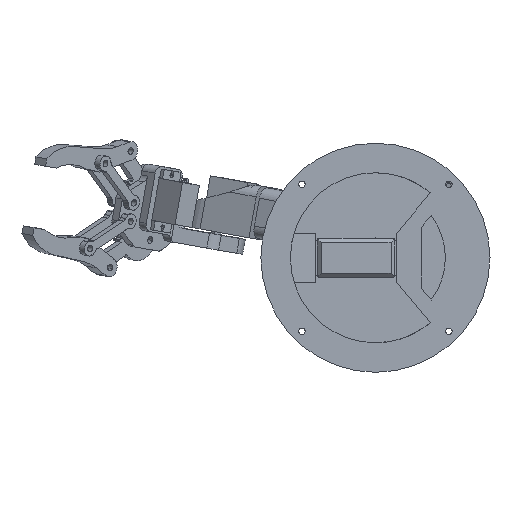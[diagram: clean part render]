
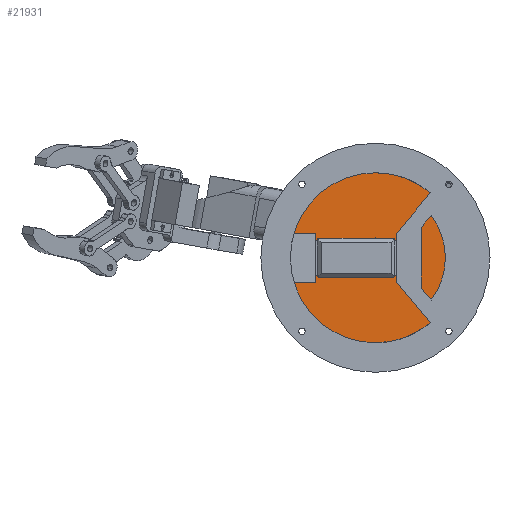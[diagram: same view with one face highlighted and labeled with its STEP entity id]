
A CAD part, front view. The second image highlights one B-rep face of the part: STEP entity #21931.
In plain terms, the highlighted planar face has unit normal (0, -1, 0).
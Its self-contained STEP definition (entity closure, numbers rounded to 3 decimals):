
#177 = AXIS2_PLACEMENT_3D ( 'NONE', #12681, #19339, #23754 ) ;
#1338 = ORIENTED_EDGE ( 'NONE', *, *, #15751, .F. ) ;
#1399 = VERTEX_POINT ( 'NONE', #15505 ) ;
#2137 = CARTESIAN_POINT ( 'NONE',  ( 0., 0., 7.25 ) ) ;
#2558 = DIRECTION ( 'NONE',  ( 0., 0., -1. ) ) ;
#2984 = FACE_BOUND ( 'NONE', #18429, .T. ) ;
#3050 = EDGE_CURVE ( 'NONE', #24798, #21022, #20425, .T. ) ;
#3769 = CARTESIAN_POINT ( 'NONE',  ( 0., 0., -7.25 ) ) ;
#5104 = FACE_OUTER_BOUND ( 'NONE', #7985, .T. ) ;
#5171 = EDGE_CURVE ( 'NONE', #21022, #24798, #15758, .T. ) ;
#5238 = ORIENTED_EDGE ( 'NONE', *, *, #7194, .F. ) ;
#5346 = AXIS2_PLACEMENT_3D ( 'NONE', #3769, #16669, #14266 ) ;
#6064 = ORIENTED_EDGE ( 'NONE', *, *, #22180, .F. ) ;
#6252 = DIRECTION ( 'NONE',  ( 0., 0., 1. ) ) ;
#6854 = DIRECTION ( 'NONE',  ( 0., -1., 0. ) ) ;
#6943 = DIRECTION ( 'NONE',  ( 0., -1., 0. ) ) ;
#7194 = EDGE_CURVE ( 'NONE', #8801, #12185, #8058, .T. ) ;
#7514 = FACE_BOUND ( 'NONE', #17493, .T. ) ;
#7648 = DIRECTION ( 'NONE',  ( 1., 0., 0. ) ) ;
#7981 = CARTESIAN_POINT ( 'NONE',  ( 0., 0., -3.75 ) ) ;
#7985 = EDGE_LOOP ( 'NONE', ( #1338, #25099 ) ) ;
#8058 = CIRCLE ( 'NONE', #16221, 3.75 ) ;
#8427 = CARTESIAN_POINT ( 'NONE',  ( 0., 0., 48.5 ) ) ;
#8516 = DIRECTION ( 'NONE',  ( 0., -1., 0. ) ) ;
#8657 = DIRECTION ( 'NONE',  ( 0., 0., -1. ) ) ;
#8801 = VERTEX_POINT ( 'NONE', #7981 ) ;
#8897 = AXIS2_PLACEMENT_3D ( 'NONE', #2137, #6943, #2558 ) ;
#10322 = CARTESIAN_POINT ( 'NONE',  ( 0., 0., 7.25 ) ) ;
#11207 = CARTESIAN_POINT ( 'NONE',  ( 0., 0., -7.25 ) ) ;
#12185 = VERTEX_POINT ( 'NONE', #14396 ) ;
#12188 = DIRECTION ( 'NONE',  ( 0., 1., 0. ) ) ;
#12655 = ORIENTED_EDGE ( 'NONE', *, *, #3050, .F. ) ;
#12681 = CARTESIAN_POINT ( 'NONE',  ( 0., 0., 0. ) ) ;
#12697 = AXIS2_PLACEMENT_3D ( 'NONE', #11207, #8516, #8657 ) ;
#12710 = CARTESIAN_POINT ( 'NONE',  ( 0., 0., -48.5 ) ) ;
#13537 = CARTESIAN_POINT ( 'NONE',  ( 0., 0., -8.75 ) ) ;
#14266 = DIRECTION ( 'NONE',  ( 0., 0., -1. ) ) ;
#14317 = CARTESIAN_POINT ( 'NONE',  ( 0., 0., 0. ) ) ;
#14396 = CARTESIAN_POINT ( 'NONE',  ( 0., 0., 3.75 ) ) ;
#15505 = CARTESIAN_POINT ( 'NONE',  ( 0., 0., 8.75 ) ) ;
#15631 = CIRCLE ( 'NONE', #26967, 48.5 ) ;
#15751 = EDGE_CURVE ( 'NONE', #20240, #16659, #18841, .T. ) ;
#15758 = CIRCLE ( 'NONE', #5346, 1.5 ) ;
#16157 = FACE_BOUND ( 'NONE', #27523, .T. ) ;
#16221 = AXIS2_PLACEMENT_3D ( 'NONE', #26296, #6854, #21332 ) ;
#16633 = EDGE_CURVE ( 'NONE', #12185, #8801, #21850, .T. ) ;
#16659 = VERTEX_POINT ( 'NONE', #8427 ) ;
#16669 = DIRECTION ( 'NONE',  ( 0., -1., 0. ) ) ;
#17312 = DIRECTION ( 'NONE',  ( 0., 1., 0. ) ) ;
#17493 = EDGE_LOOP ( 'NONE', ( #5238, #23463 ) ) ;
#17507 = AXIS2_PLACEMENT_3D ( 'NONE', #26812, #18297, #7648 ) ;
#18279 = CARTESIAN_POINT ( 'NONE',  ( 0., 0., -5.75 ) ) ;
#18297 = DIRECTION ( 'NONE',  ( 0., 1., 0. ) ) ;
#18366 = CARTESIAN_POINT ( 'NONE',  ( 0., 0., 5.75 ) ) ;
#18429 = EDGE_LOOP ( 'NONE', ( #18969, #12655 ) ) ;
#18544 = EDGE_CURVE ( 'NONE', #16659, #20240, #15631, .T. ) ;
#18841 = CIRCLE ( 'NONE', #22934, 48.5 ) ;
#18870 = CIRCLE ( 'NONE', #8897, 1.5 ) ;
#18969 = ORIENTED_EDGE ( 'NONE', *, *, #5171, .F. ) ;
#18976 = DIRECTION ( 'NONE',  ( 0., 0., -1. ) ) ;
#19339 = DIRECTION ( 'NONE',  ( 0., -1., 0. ) ) ;
#20240 = VERTEX_POINT ( 'NONE', #12710 ) ;
#20425 = CIRCLE ( 'NONE', #12697, 1.5 ) ;
#20701 = AXIS2_PLACEMENT_3D ( 'NONE', #10322, #26034, #18976 ) ;
#21022 = VERTEX_POINT ( 'NONE', #13537 ) ;
#21332 = DIRECTION ( 'NONE',  ( 0., 0., -1. ) ) ;
#21776 = EDGE_CURVE ( 'NONE', #1399, #22406, #18870, .T. ) ;
#21850 = CIRCLE ( 'NONE', #177, 3.75 ) ;
#21931 = ADVANCED_FACE ( 'NONE', ( #5104, #7514, #16157, #2984 ), #24820, .F. ) ;
#22180 = EDGE_CURVE ( 'NONE', #22406, #1399, #26122, .T. ) ;
#22406 = VERTEX_POINT ( 'NONE', #18366 ) ;
#22934 = AXIS2_PLACEMENT_3D ( 'NONE', #25558, #17312, #6252 ) ;
#23463 = ORIENTED_EDGE ( 'NONE', *, *, #16633, .F. ) ;
#23754 = DIRECTION ( 'NONE',  ( 0., 0., -1. ) ) ;
#24798 = VERTEX_POINT ( 'NONE', #18279 ) ;
#24820 = PLANE ( 'NONE',  #17507 ) ;
#24959 = ORIENTED_EDGE ( 'NONE', *, *, #21776, .F. ) ;
#25099 = ORIENTED_EDGE ( 'NONE', *, *, #18544, .F. ) ;
#25378 = DIRECTION ( 'NONE',  ( 0., 0., 1. ) ) ;
#25558 = CARTESIAN_POINT ( 'NONE',  ( 0., 0., 0. ) ) ;
#26034 = DIRECTION ( 'NONE',  ( 0., -1., 0. ) ) ;
#26122 = CIRCLE ( 'NONE', #20701, 1.5 ) ;
#26296 = CARTESIAN_POINT ( 'NONE',  ( 0., 0., 0. ) ) ;
#26812 = CARTESIAN_POINT ( 'NONE',  ( 0., 0., 0. ) ) ;
#26967 = AXIS2_PLACEMENT_3D ( 'NONE', #14317, #12188, #25378 ) ;
#27523 = EDGE_LOOP ( 'NONE', ( #6064, #24959 ) ) ;
